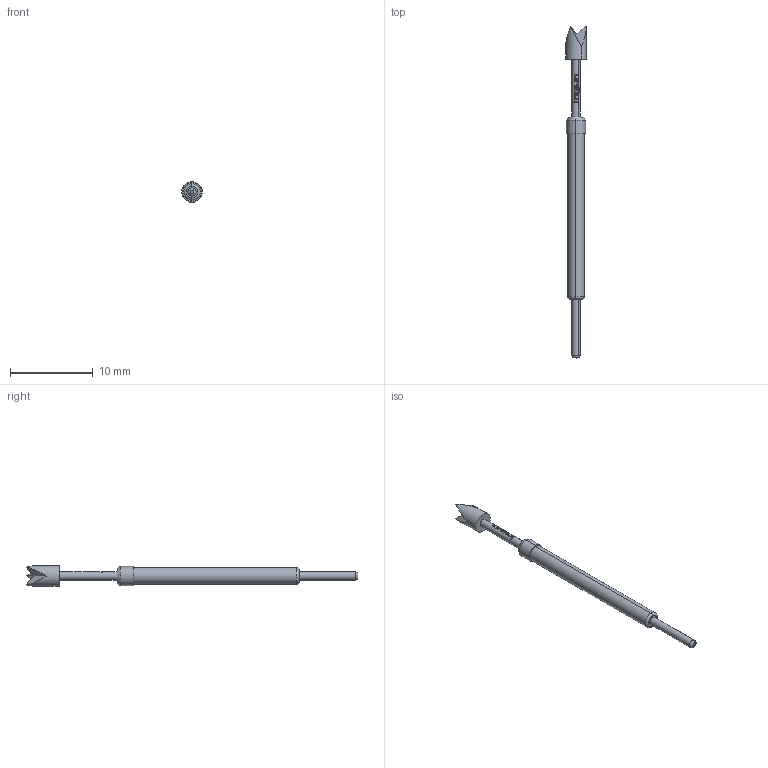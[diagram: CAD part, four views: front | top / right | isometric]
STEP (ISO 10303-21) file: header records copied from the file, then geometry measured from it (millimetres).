
FILE_DESCRIPTION (( 'STEP AP203' ), '1' );
FILE_NAME ('INGUN_GKS-502_233_250_R_xx02_L.STEP', '2022-05-09T12:37:27', ( 'ochi' ), ( '' ), 'SwSTEP 2.0', 'SolidWorks 2018', '' );
FILE_SCHEMA (( 'CONFIG_CONTROL_DESIGN' ));
Length unit declared in the file: millimetre
Products named in the file (1): INGUN_GKS-502_233_250_R_xx02_L
Bounding box: 2.5 x 40.1 x 2.5 mm (x, y, z)
Volume: 95.7 mm3; surface area: 226.1 mm2
Topology: 1 solids, 1 shells, 96 faces, 244 edges, 159 vertices
Faces by surface type: plane 51, bspline 22, cylinder 17, torus 4, cone 2
Entity records: 3911 total; most frequent: CARTESIAN_POINT 1950, ORIENTED_EDGE 488, EDGE_CURVE 244, DIRECTION 226, B_SPLINE_CURVE_WITH_KNOTS 190, VERTEX_POINT 159, EDGE_LOOP 105, AXIS2_PLACEMENT_3D 103
